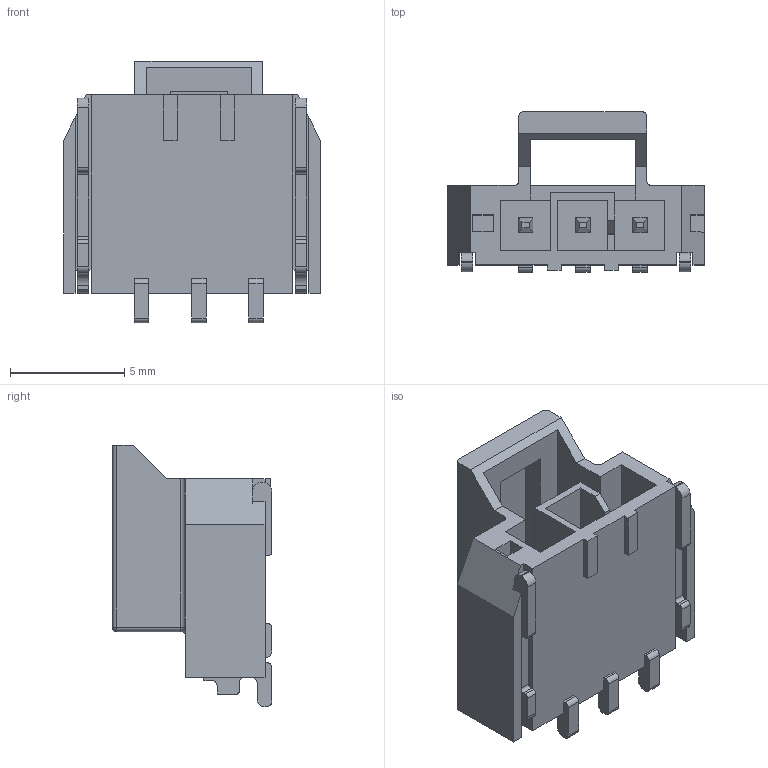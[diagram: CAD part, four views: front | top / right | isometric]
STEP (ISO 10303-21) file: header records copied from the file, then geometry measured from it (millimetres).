
FILE_DESCRIPTION(/* description */ (''),/* implementation_level */ '2;1');
FILE_NAME(/* name */ '1054301103 v5.step',/* time_stamp */ '2023-12-19T14:39:21+01:00',/* author */ (''),/* organization */ (''),/* preprocessor_version */ 'ST-DEVELOPER v20',/* originating_system */ 'Autodesk Translation Framework v12.9.0.99',/* authorisation */ '');
FILE_SCHEMA (('AUTOMOTIVE_DESIGN { 1 0 10303 214 3 1 1 }'));
Length unit declared in the file: millimetre
Products named in the file (1): 1054301103
Bounding box: 11.24 x 6.99 x 11.43 mm (x, y, z)
Volume: 288.8 mm3; surface area: 786.6 mm2
Topology: 1 solids, 1 shells, 225 faces, 628 edges, 410 vertices
Faces by surface type: plane 174, cylinder 47, torus 2, sphere 2
Entity records: 7318 total; most frequent: CARTESIAN_POINT 1264, ORIENTED_EDGE 1256, DIRECTION 1176, EDGE_CURVE 628, LINE 532, VECTOR 532, VERTEX_POINT 410, AXIS2_PLACEMENT_3D 322
